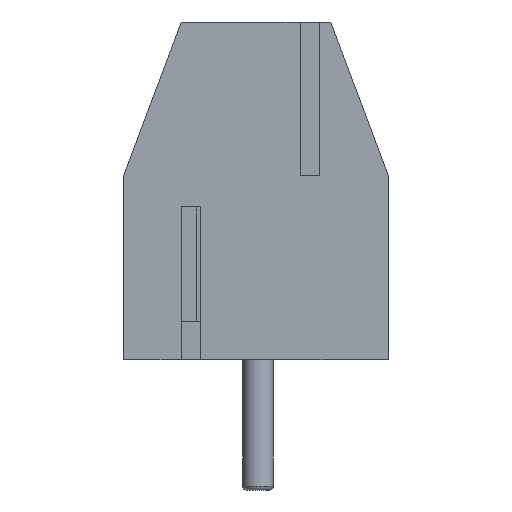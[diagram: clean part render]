
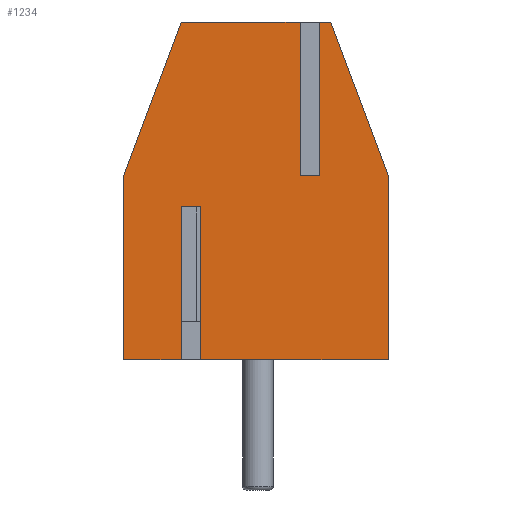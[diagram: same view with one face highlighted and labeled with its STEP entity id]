
A CAD part, left-side view. The second image highlights one B-rep face of the part: STEP entity #1234.
In plain terms, the highlighted planar face has unit normal (-1, 0, 0).
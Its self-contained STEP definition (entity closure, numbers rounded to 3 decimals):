
#84=PLANE('',#1347);
#142=FACE_OUTER_BOUND('',#208,.T.);
#208=EDGE_LOOP('',(#1085,#1086,#1087,#1088,#1089,#1090,#1091,#1092,#1093,
#1094,#1095,#1096,#1097,#1098));
#252=LINE('',#1773,#400);
#256=LINE('',#1781,#404);
#268=LINE('',#1803,#416);
#271=LINE('',#1810,#419);
#274=LINE('',#1815,#422);
#291=LINE('',#1850,#439);
#299=LINE('',#1865,#447);
#300=LINE('',#1867,#448);
#314=LINE('',#1896,#462);
#315=LINE('',#1898,#463);
#345=LINE('',#1967,#493);
#348=LINE('',#1973,#496);
#351=LINE('',#1978,#499);
#354=LINE('',#1982,#502);
#400=VECTOR('',#1430,10.);
#404=VECTOR('',#1434,10.);
#416=VECTOR('',#1448,10.);
#419=VECTOR('',#1455,10.);
#422=VECTOR('',#1460,10.);
#439=VECTOR('',#1489,10.);
#447=VECTOR('',#1501,10.);
#448=VECTOR('',#1504,10.);
#462=VECTOR('',#1528,10.);
#463=VECTOR('',#1529,10.);
#493=VECTOR('',#1599,10.);
#496=VECTOR('',#1604,10.);
#499=VECTOR('',#1609,10.);
#502=VECTOR('',#1614,10.);
#571=VERTEX_POINT('',#1770);
#572=VERTEX_POINT('',#1772);
#575=VERTEX_POINT('',#1778);
#576=VERTEX_POINT('',#1780);
#585=VERTEX_POINT('',#1801);
#587=VERTEX_POINT('',#1809);
#598=VERTEX_POINT('',#1846);
#600=VERTEX_POINT('',#1849);
#604=VERTEX_POINT('',#1861);
#605=VERTEX_POINT('',#1863);
#615=VERTEX_POINT('',#1894);
#616=VERTEX_POINT('',#1897);
#635=VERTEX_POINT('',#1966);
#637=VERTEX_POINT('',#1972);
#688=EDGE_CURVE('',#571,#572,#252,.T.);
#692=EDGE_CURVE('',#575,#576,#256,.T.);
#704=EDGE_CURVE('',#575,#585,#268,.T.);
#707=EDGE_CURVE('',#587,#572,#271,.T.);
#710=EDGE_CURVE('',#585,#587,#274,.T.);
#727=EDGE_CURVE('',#600,#598,#291,.T.);
#735=EDGE_CURVE('',#604,#605,#299,.T.);
#736=EDGE_CURVE('',#605,#600,#300,.T.);
#750=EDGE_CURVE('',#615,#598,#314,.T.);
#751=EDGE_CURVE('',#604,#616,#315,.T.);
#787=EDGE_CURVE('',#635,#616,#345,.T.);
#790=EDGE_CURVE('',#615,#637,#348,.T.);
#793=EDGE_CURVE('',#576,#637,#351,.T.);
#796=EDGE_CURVE('',#635,#571,#354,.T.);
#1085=ORIENTED_EDGE('',*,*,#707,.T.);
#1086=ORIENTED_EDGE('',*,*,#688,.F.);
#1087=ORIENTED_EDGE('',*,*,#796,.F.);
#1088=ORIENTED_EDGE('',*,*,#787,.T.);
#1089=ORIENTED_EDGE('',*,*,#751,.F.);
#1090=ORIENTED_EDGE('',*,*,#735,.T.);
#1091=ORIENTED_EDGE('',*,*,#736,.T.);
#1092=ORIENTED_EDGE('',*,*,#727,.T.);
#1093=ORIENTED_EDGE('',*,*,#750,.F.);
#1094=ORIENTED_EDGE('',*,*,#790,.T.);
#1095=ORIENTED_EDGE('',*,*,#793,.F.);
#1096=ORIENTED_EDGE('',*,*,#692,.F.);
#1097=ORIENTED_EDGE('',*,*,#704,.T.);
#1098=ORIENTED_EDGE('',*,*,#710,.T.);
#1234=ADVANCED_FACE('',(#142),#84,.F.);
#1347=AXIS2_PLACEMENT_3D('',#1984,#1617,#1618);
#1430=DIRECTION('',(0.,1.,0.));
#1434=DIRECTION('',(0.,1.,0.));
#1448=DIRECTION('',(0.,0.,1.));
#1455=DIRECTION('',(0.,0.,-1.));
#1460=DIRECTION('',(0.,-1.,0.));
#1489=DIRECTION('',(0.,0.,1.));
#1501=DIRECTION('',(0.,0.,-1.));
#1504=DIRECTION('',(0.,1.,0.));
#1528=DIRECTION('',(0.,-1.,0.));
#1529=DIRECTION('',(0.,-1.,0.));
#1599=DIRECTION('',(0.,0.351,0.936));
#1604=DIRECTION('',(0.,0.351,-0.936));
#1609=DIRECTION('',(0.,0.,1.));
#1614=DIRECTION('',(0.,0.,-1.));
#1617=DIRECTION('center_axis',(1.,0.,0.));
#1618=DIRECTION('ref_axis',(0.,1.,0.));
#1770=CARTESIAN_POINT('',(0.,0.,0.));
#1772=CARTESIAN_POINT('',(0.,4.9,0.));
#1773=CARTESIAN_POINT('',(0.,0.,0.));
#1778=CARTESIAN_POINT('',(0.,5.4,0.));
#1780=CARTESIAN_POINT('',(0.,6.9,0.));
#1781=CARTESIAN_POINT('',(0.,0.,0.));
#1801=CARTESIAN_POINT('',(0.,5.4,4.));
#1803=CARTESIAN_POINT('',(0.,5.4,2.2));
#1809=CARTESIAN_POINT('',(0.,4.9,4.));
#1810=CARTESIAN_POINT('',(0.,4.9,2.2));
#1815=CARTESIAN_POINT('',(0.,4.3,4.));
#1846=CARTESIAN_POINT('',(0.,2.3,8.8));
#1849=CARTESIAN_POINT('',(0.,2.3,4.8));
#1850=CARTESIAN_POINT('',(0.,2.3,6.6));
#1861=CARTESIAN_POINT('',(0.,1.8,8.8));
#1863=CARTESIAN_POINT('',(0.,1.8,4.8));
#1865=CARTESIAN_POINT('',(0.,1.8,6.6));
#1867=CARTESIAN_POINT('',(0.,2.75,4.8));
#1894=CARTESIAN_POINT('',(0.,5.4,8.8));
#1896=CARTESIAN_POINT('',(0.,6.9,8.8));
#1897=CARTESIAN_POINT('',(0.,1.5,8.8));
#1898=CARTESIAN_POINT('',(0.,6.9,8.8));
#1966=CARTESIAN_POINT('',(0.,0.,4.8));
#1967=CARTESIAN_POINT('',(0.,0.,4.8));
#1972=CARTESIAN_POINT('',(0.,6.9,4.8));
#1973=CARTESIAN_POINT('',(0.,5.4,8.8));
#1978=CARTESIAN_POINT('',(0.,6.9,0.));
#1982=CARTESIAN_POINT('',(0.,0.,8.8));
#1984=CARTESIAN_POINT('Origin',(0.,3.45,4.4));
